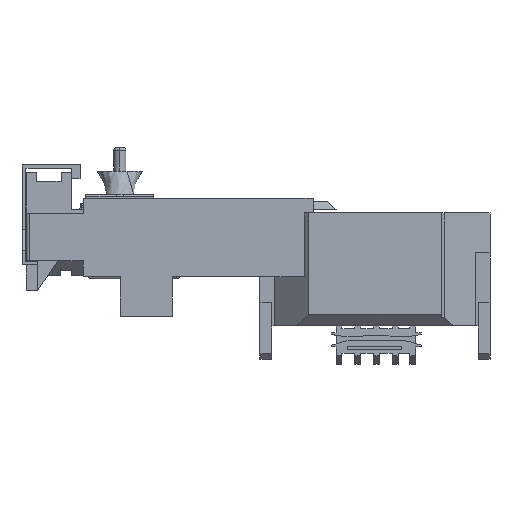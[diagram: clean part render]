
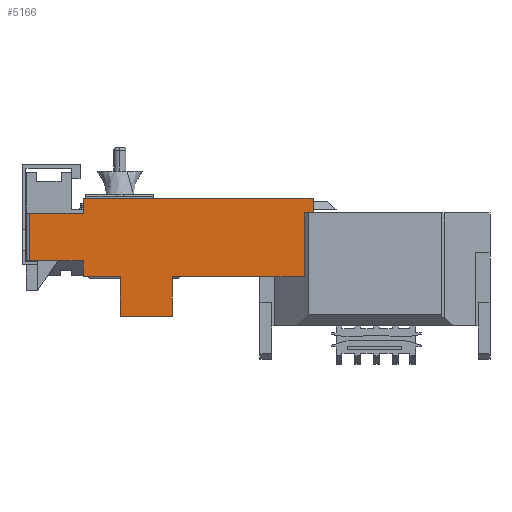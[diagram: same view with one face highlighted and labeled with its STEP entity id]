
A CAD part, left-side view. The second image highlights one B-rep face of the part: STEP entity #5166.
In plain terms, the highlighted planar face has unit normal (-1, 0, 0).
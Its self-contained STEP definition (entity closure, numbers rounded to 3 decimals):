
#271 = CARTESIAN_POINT ( 'NONE',  ( -46., 16.75, -13.5 ) ) ;
#287 = LINE ( 'NONE', #12879, #4773 ) ;
#349 = EDGE_CURVE ( 'NONE', #10219, #7366, #11932, .T. ) ;
#404 = DIRECTION ( 'NONE',  ( 0., 0., -1. ) ) ;
#517 = ORIENTED_EDGE ( 'NONE', *, *, #5106, .F. ) ;
#647 = CARTESIAN_POINT ( 'NONE',  ( -46., -0.9, -13.5 ) ) ;
#855 = VERTEX_POINT ( 'NONE', #1940 ) ;
#1143 = EDGE_CURVE ( 'NONE', #10219, #6417, #10851, .T. ) ;
#1190 = DIRECTION ( 'NONE',  ( 1., 0., 0. ) ) ;
#1191 = FACE_OUTER_BOUND ( 'NONE', #3312, .T. ) ;
#1486 = VERTEX_POINT ( 'NONE', #10806 ) ;
#1827 = LINE ( 'NONE', #8362, #8124 ) ;
#1929 = VECTOR ( 'NONE', #4578, 1000. ) ;
#1940 = CARTESIAN_POINT ( 'NONE',  ( -46., 47.6, 21.5 ) ) ;
#1964 = AXIS2_PLACEMENT_3D ( 'NONE', #14911, #1190, #11330 ) ;
#1994 = VERTEX_POINT ( 'NONE', #4709 ) ;
#1997 = DIRECTION ( 'NONE',  ( 0., 0., 1. ) ) ;
#2101 = CARTESIAN_POINT ( 'NONE',  ( -46., 30.464, 5.35 ) ) ;
#2180 = LINE ( 'NONE', #3182, #4150 ) ;
#2186 = EDGE_CURVE ( 'NONE', #7619, #5887, #6682, .T. ) ;
#2403 = EDGE_CURVE ( 'NONE', #1994, #2988, #2180, .T. ) ;
#2589 = VERTEX_POINT ( 'NONE', #12854 ) ;
#2653 = DIRECTION ( 'NONE',  ( 0., 1., 0. ) ) ;
#2790 = CARTESIAN_POINT ( 'NONE',  ( -46., -45.6, 0. ) ) ;
#2988 = VERTEX_POINT ( 'NONE', #11362 ) ;
#3182 = CARTESIAN_POINT ( 'NONE',  ( -46., -48.6, 26.5 ) ) ;
#3312 = EDGE_LOOP ( 'NONE', ( #14848, #5885, #12562, #10410, #5671, #4651, #5859, #3632, #12497, #13709, #5489, #13845, #12440, #517 ) ) ;
#3483 = CARTESIAN_POINT ( 'NONE',  ( -46., 29.1, 26.5 ) ) ;
#3507 = CARTESIAN_POINT ( 'NONE',  ( -46., -48.6, 21.55 ) ) ;
#3632 = ORIENTED_EDGE ( 'NONE', *, *, #2186, .T. ) ;
#3727 = VECTOR ( 'NONE', #8918, 1000. ) ;
#3845 = DIRECTION ( 'NONE',  ( 0., 0., -1. ) ) ;
#3855 = CARTESIAN_POINT ( 'NONE',  ( -46., 29.3, 5.35 ) ) ;
#4150 = VECTOR ( 'NONE', #14560, 1000. ) ;
#4578 = DIRECTION ( 'NONE',  ( 0., 0., 1. ) ) ;
#4606 = LINE ( 'NONE', #10026, #3727 ) ;
#4651 = ORIENTED_EDGE ( 'NONE', *, *, #5239, .F. ) ;
#4677 = CARTESIAN_POINT ( 'NONE',  ( -46., 47.6, 5.35 ) ) ;
#4709 = CARTESIAN_POINT ( 'NONE',  ( -46., 29.1, 26.5 ) ) ;
#4729 = VECTOR ( 'NONE', #404, 1000. ) ;
#4769 = DIRECTION ( 'NONE',  ( 0., 0., 1. ) ) ;
#4773 = VECTOR ( 'NONE', #4769, 1000. ) ;
#4935 = VERTEX_POINT ( 'NONE', #2790 ) ;
#4983 = CARTESIAN_POINT ( 'NONE',  ( -46., 29.3, 0. ) ) ;
#5106 = EDGE_CURVE ( 'NONE', #12071, #1994, #14521, .T. ) ;
#5108 = CARTESIAN_POINT ( 'NONE',  ( -46., -48.6, 0. ) ) ;
#5166 = ADVANCED_FACE ( 'NONE', ( #1191 ), #10282, .F. ) ;
#5239 = EDGE_CURVE ( 'NONE', #14767, #11138, #287, .T. ) ;
#5489 = ORIENTED_EDGE ( 'NONE', *, *, #12306, .F. ) ;
#5648 = VECTOR ( 'NONE', #10182, 1000. ) ;
#5671 = ORIENTED_EDGE ( 'NONE', *, *, #10156, .T. ) ;
#5689 = VECTOR ( 'NONE', #13912, 1000. ) ;
#5859 = ORIENTED_EDGE ( 'NONE', *, *, #9737, .F. ) ;
#5885 = ORIENTED_EDGE ( 'NONE', *, *, #14473, .T. ) ;
#5887 = VERTEX_POINT ( 'NONE', #9726 ) ;
#6271 = DIRECTION ( 'NONE',  ( 0., -1., 0. ) ) ;
#6417 = VERTEX_POINT ( 'NONE', #4983 ) ;
#6656 = LINE ( 'NONE', #7415, #11303 ) ;
#6682 = LINE ( 'NONE', #647, #8654 ) ;
#6835 = VECTOR ( 'NONE', #1997, 1000. ) ;
#7071 = CARTESIAN_POINT ( 'NONE',  ( -46., -48.6, 0. ) ) ;
#7299 = CARTESIAN_POINT ( 'NONE',  ( -46., 29.3, 5.35 ) ) ;
#7366 = VERTEX_POINT ( 'NONE', #4677 ) ;
#7415 = CARTESIAN_POINT ( 'NONE',  ( -46., -48.6, 26.5 ) ) ;
#7619 = VERTEX_POINT ( 'NONE', #13147 ) ;
#8124 = VECTOR ( 'NONE', #2653, 1000. ) ;
#8201 = EDGE_CURVE ( 'NONE', #12071, #855, #13902, .T. ) ;
#8362 = CARTESIAN_POINT ( 'NONE',  ( -46., -0.9, -13.5 ) ) ;
#8385 = LINE ( 'NONE', #3507, #5689 ) ;
#8654 = VECTOR ( 'NONE', #12109, 1000. ) ;
#8918 = DIRECTION ( 'NONE',  ( 0., 0., -1. ) ) ;
#9464 = LINE ( 'NONE', #5108, #13798 ) ;
#9545 = VECTOR ( 'NONE', #13915, 1000. ) ;
#9726 = CARTESIAN_POINT ( 'NONE',  ( -46., -0.9, 0. ) ) ;
#9737 = EDGE_CURVE ( 'NONE', #7619, #14767, #1827, .T. ) ;
#10026 = CARTESIAN_POINT ( 'NONE',  ( -46., 47.6, 26.5 ) ) ;
#10156 = EDGE_CURVE ( 'NONE', #6417, #11138, #11149, .T. ) ;
#10182 = DIRECTION ( 'NONE',  ( 0., 1., 0. ) ) ;
#10219 = VERTEX_POINT ( 'NONE', #3855 ) ;
#10282 = PLANE ( 'NONE',  #1964 ) ;
#10410 = ORIENTED_EDGE ( 'NONE', *, *, #1143, .T. ) ;
#10440 = EDGE_CURVE ( 'NONE', #4935, #1486, #14047, .T. ) ;
#10754 = EDGE_CURVE ( 'NONE', #2988, #2589, #6656, .T. ) ;
#10806 = CARTESIAN_POINT ( 'NONE',  ( -46., -45.6, 21.55 ) ) ;
#10851 = LINE ( 'NONE', #7299, #4729 ) ;
#11138 = VERTEX_POINT ( 'NONE', #13204 ) ;
#11149 = LINE ( 'NONE', #7071, #9545 ) ;
#11303 = VECTOR ( 'NONE', #3845, 1000. ) ;
#11330 = DIRECTION ( 'NONE',  ( 0., 0., -1. ) ) ;
#11362 = CARTESIAN_POINT ( 'NONE',  ( -46., -48.6, 26.5 ) ) ;
#11932 = LINE ( 'NONE', #2101, #5648 ) ;
#12071 = VERTEX_POINT ( 'NONE', #14718 ) ;
#12109 = DIRECTION ( 'NONE',  ( 0., 0., 1. ) ) ;
#12188 = CARTESIAN_POINT ( 'NONE',  ( -46., 29.1, 21.5 ) ) ;
#12306 = EDGE_CURVE ( 'NONE', #2589, #1486, #8385, .T. ) ;
#12395 = CARTESIAN_POINT ( 'NONE',  ( -46., -45.6, 26.5 ) ) ;
#12440 = ORIENTED_EDGE ( 'NONE', *, *, #2403, .F. ) ;
#12493 = EDGE_CURVE ( 'NONE', #5887, #4935, #9464, .T. ) ;
#12497 = ORIENTED_EDGE ( 'NONE', *, *, #12493, .T. ) ;
#12562 = ORIENTED_EDGE ( 'NONE', *, *, #349, .F. ) ;
#12854 = CARTESIAN_POINT ( 'NONE',  ( -46., -48.6, 21.55 ) ) ;
#12879 = CARTESIAN_POINT ( 'NONE',  ( -46., 16.75, -13.5 ) ) ;
#13147 = CARTESIAN_POINT ( 'NONE',  ( -46., -0.9, -13.5 ) ) ;
#13204 = CARTESIAN_POINT ( 'NONE',  ( -46., 16.75, 0. ) ) ;
#13363 = DIRECTION ( 'NONE',  ( 0., 1., 0. ) ) ;
#13709 = ORIENTED_EDGE ( 'NONE', *, *, #10440, .T. ) ;
#13737 = VECTOR ( 'NONE', #13363, 1000. ) ;
#13798 = VECTOR ( 'NONE', #6271, 1000. ) ;
#13845 = ORIENTED_EDGE ( 'NONE', *, *, #10754, .F. ) ;
#13902 = LINE ( 'NONE', #12188, #13737 ) ;
#13912 = DIRECTION ( 'NONE',  ( 0., 1., 0. ) ) ;
#13915 = DIRECTION ( 'NONE',  ( 0., -1., 0. ) ) ;
#14047 = LINE ( 'NONE', #12395, #6835 ) ;
#14473 = EDGE_CURVE ( 'NONE', #855, #7366, #4606, .T. ) ;
#14521 = LINE ( 'NONE', #3483, #1929 ) ;
#14560 = DIRECTION ( 'NONE',  ( 0., -1., 0. ) ) ;
#14718 = CARTESIAN_POINT ( 'NONE',  ( -46., 29.1, 21.5 ) ) ;
#14767 = VERTEX_POINT ( 'NONE', #271 ) ;
#14848 = ORIENTED_EDGE ( 'NONE', *, *, #8201, .T. ) ;
#14911 = CARTESIAN_POINT ( 'NONE',  ( -46., -48.6, 26.5 ) ) ;
